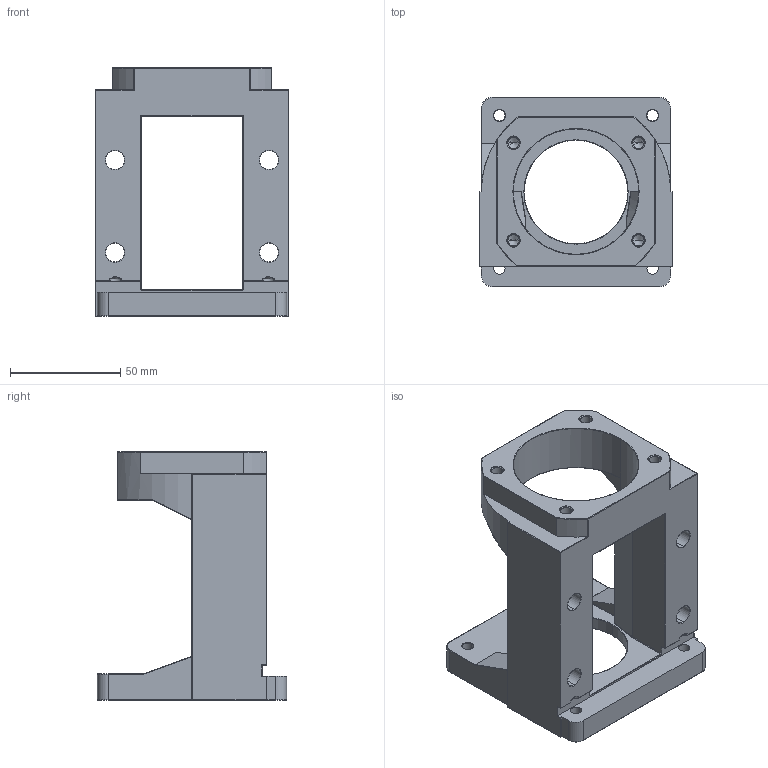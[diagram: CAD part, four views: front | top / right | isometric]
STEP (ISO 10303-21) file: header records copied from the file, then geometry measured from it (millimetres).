
FILE_DESCRIPTION (( 'STEP AP203' ), '1' );
FILE_NAME ('MBA20-F.STEP', '2010-07-20T08:50:16', ( '' ), ( '' ), 'SwSTEP 2.0', 'SolidWorks 2008', '' );
FILE_SCHEMA (( 'CONFIG_CONTROL_DESIGN' ));
Length unit declared in the file: millimetre
Products named in the file (1): MBA20-F
Bounding box: 88 x 86 x 113 mm (x, y, z)
Volume: 213665.5 mm3; surface area: 53235.5 mm2
Topology: 1 solids, 1 shells, 265 faces, 641 edges, 366 vertices
Faces by surface type: cylinder 120, torus 55, plane 44, cone 28, sphere 10, bspline 8
Entity records: 7937 total; most frequent: CARTESIAN_POINT 1817, DIRECTION 1324, ORIENTED_EDGE 1246, EDGE_CURVE 623, AXIS2_PLACEMENT_3D 531, VERTEX_POINT 366, EDGE_LOOP 293, CIRCLE 273
